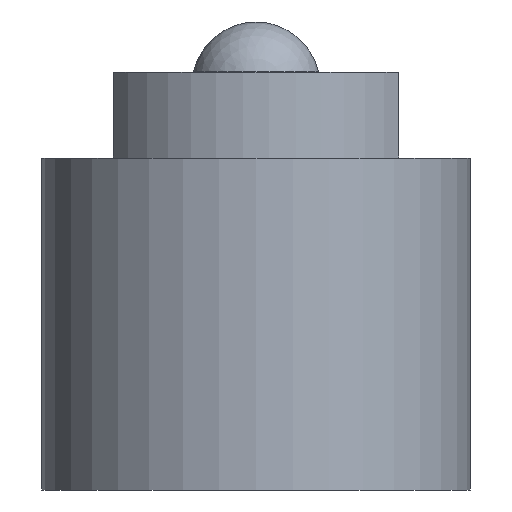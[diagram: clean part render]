
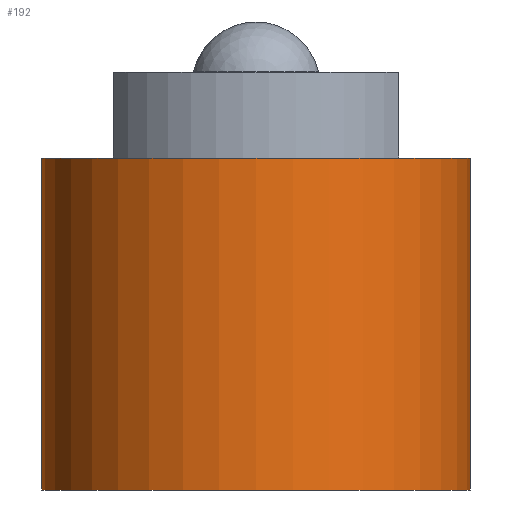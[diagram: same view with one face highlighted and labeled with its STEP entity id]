
A CAD part, front view. The second image highlights one B-rep face of the part: STEP entity #192.
In plain terms, the highlighted cylindrical face has radius 6 mm (diameter 12 mm), a partial arc.
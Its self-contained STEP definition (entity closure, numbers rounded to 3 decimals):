
#5 = VERTEX_POINT ( 'NONE', #534 ) ;
#22 = AXIS2_PLACEMENT_3D ( 'NONE', #461, #415, #186 ) ;
#33 = CARTESIAN_POINT ( 'NONE',  ( 0., 0., 9.3 ) ) ;
#57 = CARTESIAN_POINT ( 'NONE',  ( 6., 0., 9.3 ) ) ;
#61 = EDGE_CURVE ( 'NONE', #118, #318, #355, .T. ) ;
#74 = FACE_OUTER_BOUND ( 'NONE', #519, .T. ) ;
#118 = VERTEX_POINT ( 'NONE', #57 ) ;
#124 = ORIENTED_EDGE ( 'NONE', *, *, #374, .T. ) ;
#135 = DIRECTION ( 'NONE',  ( 1., 0., 0. ) ) ;
#167 = ORIENTED_EDGE ( 'NONE', *, *, #61, .F. ) ;
#186 = DIRECTION ( 'NONE',  ( -1., 0., 0. ) ) ;
#192 = ADVANCED_FACE ( 'NONE', ( #74 ), #254, .T. ) ;
#229 = CARTESIAN_POINT ( 'NONE',  ( 6., 0., 0. ) ) ;
#250 = DIRECTION ( 'NONE',  ( 0., 0., -1. ) ) ;
#253 = AXIS2_PLACEMENT_3D ( 'NONE', #278, #507, #135 ) ;
#254 = CYLINDRICAL_SURFACE ( 'NONE', #22, 6. ) ;
#259 = CARTESIAN_POINT ( 'NONE',  ( 6., 0., 9.3 ) ) ;
#278 = CARTESIAN_POINT ( 'NONE',  ( 0., 0., 0. ) ) ;
#295 = VECTOR ( 'NONE', #250, 1000. ) ;
#303 = VECTOR ( 'NONE', #554, 1000. ) ;
#318 = VERTEX_POINT ( 'NONE', #229 ) ;
#335 = DIRECTION ( 'NONE',  ( 0., 0., 1. ) ) ;
#355 = LINE ( 'NONE', #259, #295 ) ;
#374 = EDGE_CURVE ( 'NONE', #5, #430, #404, .T. ) ;
#398 = AXIS2_PLACEMENT_3D ( 'NONE', #33, #335, #515 ) ;
#404 = LINE ( 'NONE', #559, #303 ) ;
#415 = DIRECTION ( 'NONE',  ( 0., 0., -1. ) ) ;
#430 = VERTEX_POINT ( 'NONE', #557 ) ;
#461 = CARTESIAN_POINT ( 'NONE',  ( 0., 0., 9.3 ) ) ;
#471 = CIRCLE ( 'NONE', #398, 6. ) ;
#480 = EDGE_CURVE ( 'NONE', #430, #318, #482, .T. ) ;
#482 = CIRCLE ( 'NONE', #253, 6. ) ;
#489 = ORIENTED_EDGE ( 'NONE', *, *, #532, .F. ) ;
#504 = ORIENTED_EDGE ( 'NONE', *, *, #480, .T. ) ;
#507 = DIRECTION ( 'NONE',  ( 0., 0., 1. ) ) ;
#515 = DIRECTION ( 'NONE',  ( 1., 0., 0. ) ) ;
#519 = EDGE_LOOP ( 'NONE', ( #167, #489, #124, #504 ) ) ;
#532 = EDGE_CURVE ( 'NONE', #5, #118, #471, .T. ) ;
#534 = CARTESIAN_POINT ( 'NONE',  ( -6., 0., 9.3 ) ) ;
#554 = DIRECTION ( 'NONE',  ( 0., 0., -1. ) ) ;
#557 = CARTESIAN_POINT ( 'NONE',  ( -6., 0., 0. ) ) ;
#559 = CARTESIAN_POINT ( 'NONE',  ( -6., 0., 9.3 ) ) ;
